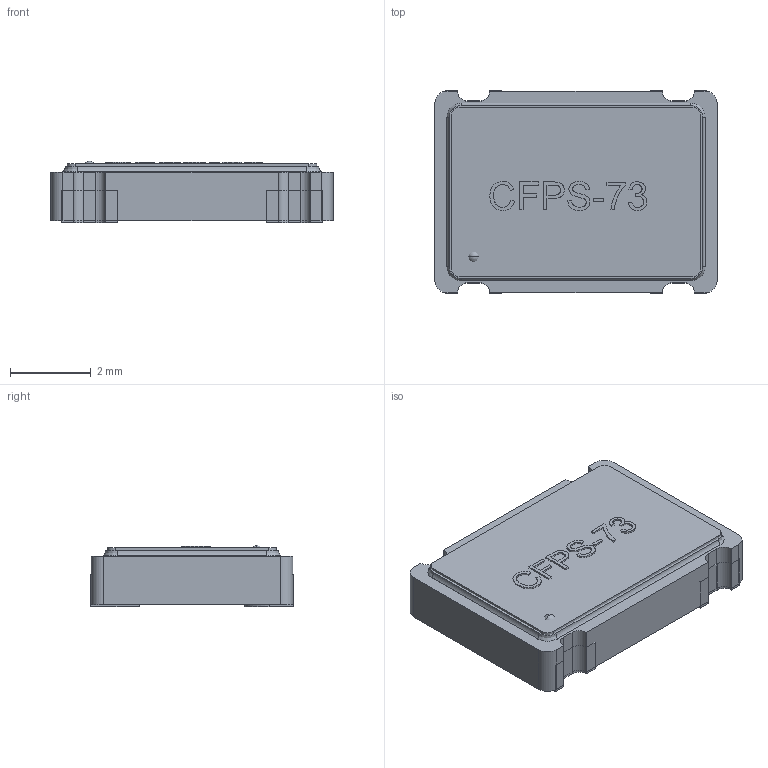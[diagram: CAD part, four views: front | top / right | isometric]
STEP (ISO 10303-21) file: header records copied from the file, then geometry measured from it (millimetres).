
FILE_DESCRIPTION (( 'STEP AP214' ), '1' );
FILE_NAME ('User Library-CFPS-73.STEP', '2017-05-13T01:02:04', ( 'Windows User' ), ( '' ), 'SwSTEP 2.0', 'SolidWorks 2017', '' );
FILE_SCHEMA (( 'AUTOMOTIVE_DESIGN' ));
Length unit declared in the file: millimetre
Products named in the file (1): User Library-CFPS-73
Bounding box: 7 x 5.02 x 1.52 mm (x, y, z)
Volume: 53.9 mm3; surface area: 243.2 mm2
Topology: 15 solids, 15 shells, 161 faces, 392 edges, 259 vertices
Faces by surface type: plane 102, cylinder 34, bspline 23, sphere 2
Entity records: 5582 total; most frequent: CARTESIAN_POINT 1763, ORIENTED_EDGE 774, DIRECTION 678, EDGE_CURVE 387, VECTOR 268, LINE 268, VERTEX_POINT 256, AXIS2_PLACEMENT_3D 205
